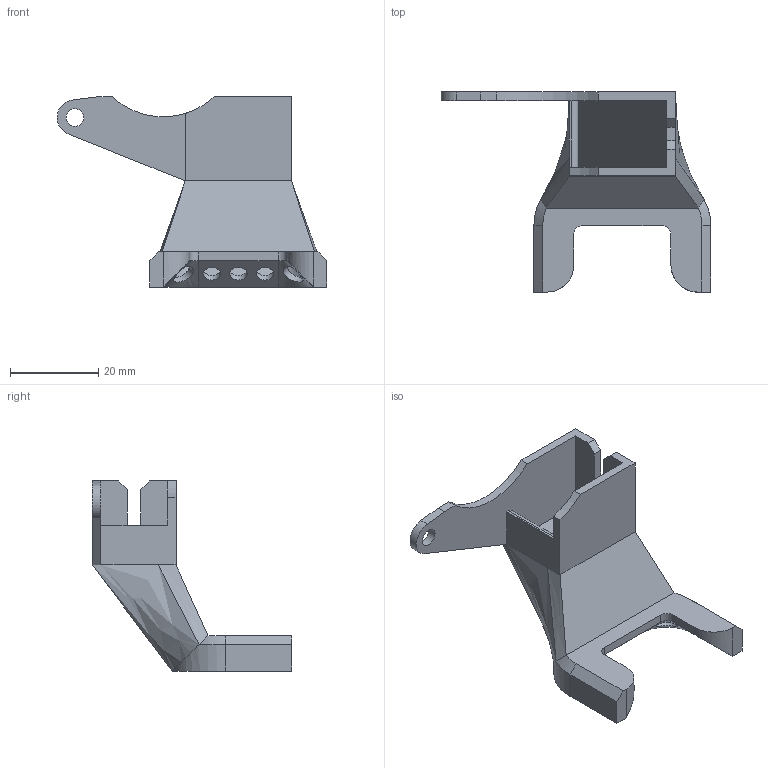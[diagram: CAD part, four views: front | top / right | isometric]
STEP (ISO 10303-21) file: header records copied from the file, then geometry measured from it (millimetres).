
FILE_DESCRIPTION(/* description */ (''),/* implementation_level */ '2;1');
FILE_NAME(/* name */ '5015 Layer Fane Shroud.step',/* time_stamp */ '2018-12-21T20:13:16+01:00',/* author */ (''),/* organization */ (''),/* preprocessor_version */ 'ST-DEVELOPER v17.2',/* originating_system */ 'Autodesk Translation Framework v7.6.0.251',/* authorisation */ '');
FILE_SCHEMA (('AUTOMOTIVE_DESIGN { 1 0 10303 214 3 1 1 }'));
Length unit declared in the file: millimetre
Products named in the file (1): 5015 LF Side Shroud
Bounding box: 60.96 x 45.2 x 43 mm (x, y, z)
Volume: 7787.3 mm3; surface area: 9869.9 mm2
Topology: 1 solids, 1 shells, 94 faces, 261 edges, 169 vertices
Faces by surface type: plane 56, cylinder 22, cone 8, bspline 8
Full cylindrical faces by diameter (mm): 4 x4, 5 x2, 6 x2
Entity records: 3458 total; most frequent: CARTESIAN_POINT 1034, ORIENTED_EDGE 522, DIRECTION 451, EDGE_CURVE 261, LINE 169, VECTOR 169, VERTEX_POINT 169, AXIS2_PLACEMENT_3D 141
